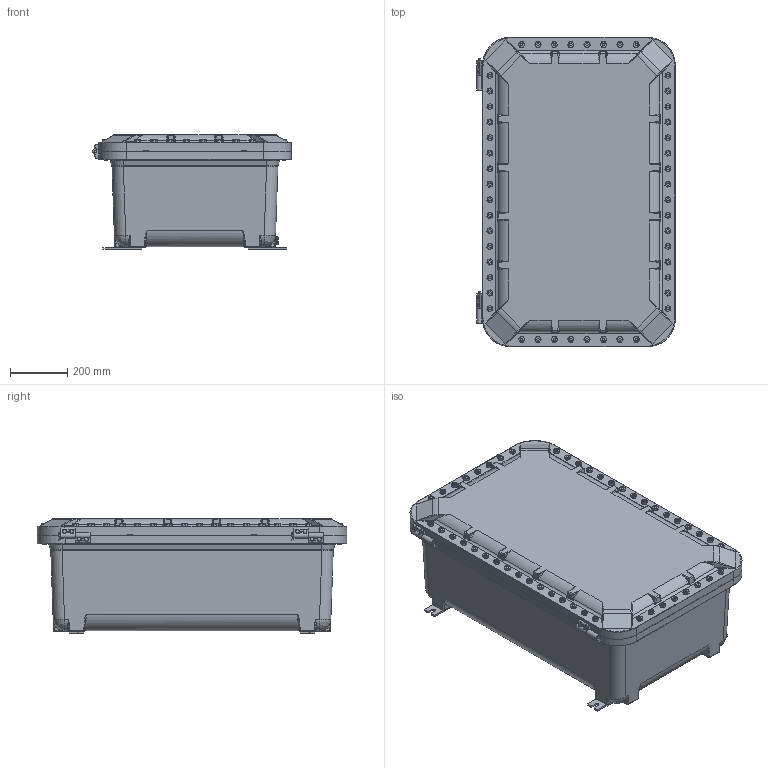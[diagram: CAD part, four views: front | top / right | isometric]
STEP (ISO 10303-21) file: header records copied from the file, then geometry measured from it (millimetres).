
FILE_DESCRIPTION(/* description */ (''),/* implementation_level */ '2;1');
FILE_NAME(/* name */ 'KIL_EXB-203611 N34.stp',/* time_stamp */ '2017-11-17T18:36:32+05:00',/* author */ ('ypadmaraja'),/* organization */ (''),/* preprocessor_version */ 'ST-DEVELOPER v16.13',/* originating_system */ 'Autodesk Inventor 2018',/* authorisation */ '');
FILE_SCHEMA (('AUTOMOTIVE_DESIGN { 1 0 10303 214 3 1 1 }'));
Products named in the file (19): EXB-203611 N34; 17427; 17528ACBM; 0720362B; 0106275B; 16972AAAB; 01917; 01917_1; 17770AAAB; 17473AAAB; SAE J487a - 1/8 x 3/4    Extended Prong Square Cut Type; 14729-gasket-14; 17750AAAB; KIT-346; 18238AAAB; 18243; ANSI B18.6.3 - 1/4-20 UNC x 1; ANSI B18.6.3 - 4-40 x 3/8; ASME B18.21.1 - 1/4
Assembly tree (87 placements, depth 3):
  EXB-203611 N34
    17427
    17528ACBM
    0720362B  x48
    0106275B  x4
    16972AAAB  x8
    01917
      17770AAAB
      17473AAAB
      SAE J487a - 1/8 x 3/4    Extended Prong Square Cut Type
    01917_1
      17770AAAB
      17473AAAB
      SAE J487a - 1/8 x 3/4    Extended Prong Square Cut Type
    14729-gasket-14
    17750AAAB  x8
    KIT-346
      18238AAAB
      18243
      ANSI B18.6.3 - 1/4-20 UNC x 1  x2
      ANSI B18.6.3 - 4-40 x 3/8
      ASME B18.21.1 - 1/4  x2
Bounding box: 692.19 x 1077.98 x 400.48 mm (x, y, z)
Volume: 83892189.9 mm3; surface area: 5227703.1 mm2
Topology: 86 solids, 87 shells, 5098 faces, 14275 edges, 9480 vertices
Faces by surface type: plane 3091, cylinder 857, bspline 662, torus 384, cone 80, sphere 24
Full cylindrical faces by diameter (mm): 2.845 x1, 3.048 x1, 3.571 x2, 3.962 x4, 4.953 x1, 6.35 x6, 6.401 x8, 7.717 x8, 7.798 x18, 7.938 x4, 8.331 x8, 9.286 x8, 9.525 x2, 9.55 x4, 10.312 x8, 10.592 x48, 12.7 x48, 12.802 x8, 13.208 x2, 13.386 x2, 13.494 x46, 14.287 x8, 17.78 x48
Entity records: 82363 total; most frequent: CARTESIAN_POINT 35870, ORIENTED_EDGE 9594, DIRECTION 7748, EDGE_CURVE 4797, VERTEX_POINT 3167, LINE 2596, VECTOR 2596, AXIS2_PLACEMENT_3D 2576
